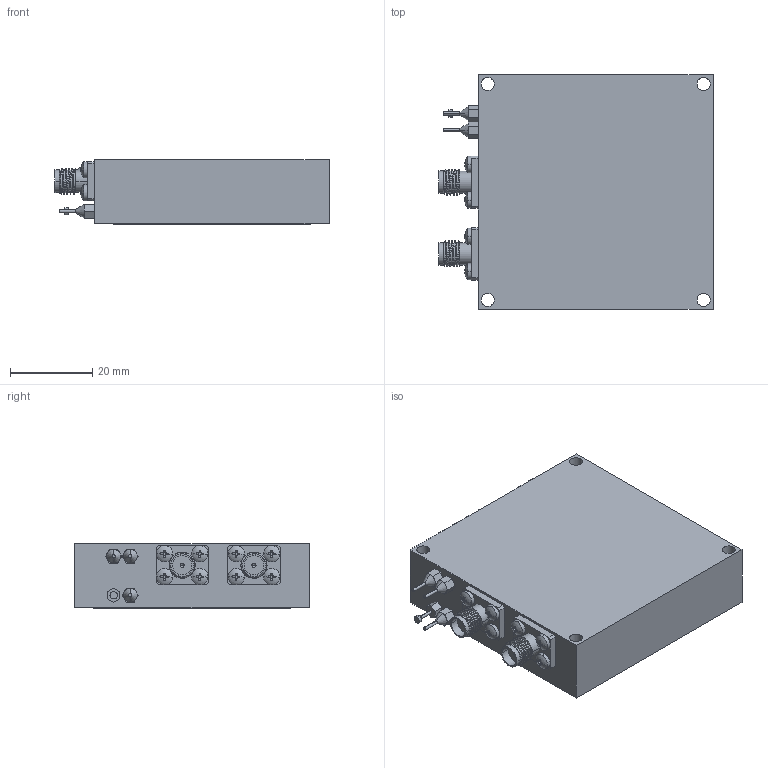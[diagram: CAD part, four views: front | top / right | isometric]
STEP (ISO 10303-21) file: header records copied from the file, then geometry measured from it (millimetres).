
FILE_DESCRIPTION (( 'STEP AP214' ), '1' );
FILE_NAME ('PLDRO-12000-13DBM-SFF.STEP', '2025-08-18T14:31:01', ( '' ), ( '' ), 'SwSTEP 2.0', 'SolidWorks 2024', '' );
FILE_SCHEMA (( 'AUTOMOTIVE_DESIGN' ));
Length unit declared in the file: inch
Products named in the file (1): PLDRO-12000-13DBM-SFF
Bounding box: 66.8 x 57.2 x 15.83 mm (x, y, z)
Volume: 52367.4 mm3; surface area: 17600.4 mm2
Topology: 16 solids, 16 shells, 584 faces, 2415 edges, 2023 vertices
Faces by surface type: plane 362, cylinder 166, cone 34, sphere 16, bspline 6
Full cylindrical faces by diameter (mm): 3.2 x4
Entity records: 41088 total; most frequent: CARTESIAN_POINT 13436, ORIENTED_EDGE 4790, DIRECTION 3290, EDGE_CURVE 2395, VERTEX_POINT 2023, LINE 1268, VECTOR 1268, AXIS2_PLACEMENT_3D 1011
